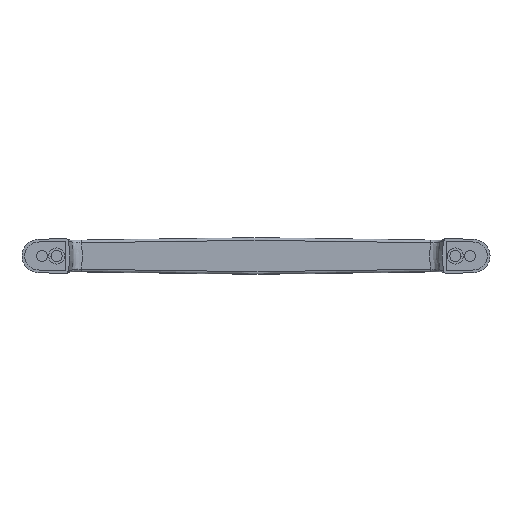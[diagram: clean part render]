
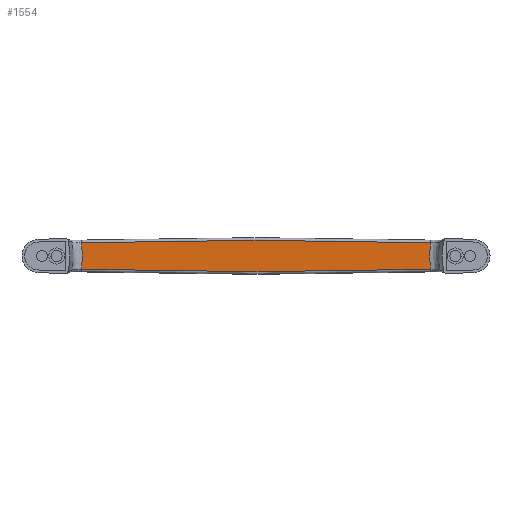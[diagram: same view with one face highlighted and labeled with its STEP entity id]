
A CAD part, front view. The second image highlights one B-rep face of the part: STEP entity #1554.
In plain terms, the highlighted planar face has unit normal (0, -1, 0).
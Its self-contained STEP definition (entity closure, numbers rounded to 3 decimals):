
#15 = ORIENTED_EDGE ( 'NONE', *, *, #1843, .T. ) ;
#92 = B_SPLINE_CURVE_WITH_KNOTS ( 'NONE', 3,
 ( #303, #905, #345, #475, #350, #1094 ),
 .UNSPECIFIED., .F., .F.,
 ( 4, 2, 4 ),
 ( 0., 0.131, 0.262 ),
 .UNSPECIFIED. ) ;
#107 = EDGE_CURVE ( 'NONE', #2689, #1119, #92, .T. ) ;
#240 = CARTESIAN_POINT ( 'NONE',  ( -130.235, 27., 3.346 ) ) ;
#249 = CARTESIAN_POINT ( 'NONE',  ( -131.11, 27., 9.944 ) ) ;
#303 = CARTESIAN_POINT ( 'NONE',  ( -131.11, 27., -9.944 ) ) ;
#345 = CARTESIAN_POINT ( 'NONE',  ( -43.713, 27., -11.752 ) ) ;
#350 = CARTESIAN_POINT ( 'NONE',  ( 87.414, 27., -11.149 ) ) ;
#459 = CARTESIAN_POINT ( 'NONE',  ( -130.527, 27., 6.661 ) ) ;
#475 = CARTESIAN_POINT ( 'NONE',  ( 43.7, 27., -11.752 ) ) ;
#522 = CARTESIAN_POINT ( 'NONE',  ( 130.235, 27., 3.346 ) ) ;
#558 = CARTESIAN_POINT ( 'NONE',  ( 130.527, 27., -6.661 ) ) ;
#573 = CARTESIAN_POINT ( 'NONE',  ( 131.11, 27., 9.944 ) ) ;
#645 = CARTESIAN_POINT ( 'NONE',  ( 130.527, 27., 6.661 ) ) ;
#733 = CARTESIAN_POINT ( 'NONE',  ( -131.11, 27., -9.944 ) ) ;
#794 = CARTESIAN_POINT ( 'NONE',  ( -130.527, 27., -6.661 ) ) ;
#905 = CARTESIAN_POINT ( 'NONE',  ( -87.414, 27., -11.149 ) ) ;
#1094 = CARTESIAN_POINT ( 'NONE',  ( 131.11, 27., -9.944 ) ) ;
#1119 = VERTEX_POINT ( 'NONE', #2741 ) ;
#1235 = CARTESIAN_POINT ( 'NONE',  ( 131.11, 27., -9.944 ) ) ;
#1246 = B_SPLINE_CURVE_WITH_KNOTS ( 'NONE', 3,
 ( #1937, #2070, #1728, #2017, #2675, #2166 ),
 .UNSPECIFIED., .F., .F.,
 ( 4, 2, 4 ),
 ( 0., 0.131, 0.262 ),
 .UNSPECIFIED. ) ;
#1293 = CARTESIAN_POINT ( 'NONE',  ( -131.11, 27., -9.944 ) ) ;
#1317 = CARTESIAN_POINT ( 'NONE',  ( 130.235, 27., -3.346 ) ) ;
#1354 = B_SPLINE_CURVE_WITH_KNOTS ( 'NONE', 3,
 ( #249, #459, #240, #3364, #794, #1293 ),
 .UNSPECIFIED., .F., .F.,
 ( 4, 2, 4 ),
 ( 0.002, 0.012, 0.022 ),
 .UNSPECIFIED. ) ;
#1362 = CARTESIAN_POINT ( 'NONE',  ( 131.11, 27., 9.944 ) ) ;
#1372 = ORIENTED_EDGE ( 'NONE', *, *, #1400, .T. ) ;
#1400 = EDGE_CURVE ( 'NONE', #2629, #2567, #1246, .T. ) ;
#1554 = ADVANCED_FACE ( 'NONE', ( #3456 ), #2307, .F. ) ;
#1686 = ORIENTED_EDGE ( 'NONE', *, *, #107, .T. ) ;
#1728 = CARTESIAN_POINT ( 'NONE',  ( 43.713, 27., 11.752 ) ) ;
#1843 = EDGE_CURVE ( 'NONE', #1119, #2629, #2260, .T. ) ;
#1937 = CARTESIAN_POINT ( 'NONE',  ( 131.11, 27., 9.944 ) ) ;
#2017 = CARTESIAN_POINT ( 'NONE',  ( -43.7, 27., 11.752 ) ) ;
#2070 = CARTESIAN_POINT ( 'NONE',  ( 87.414, 27., 11.149 ) ) ;
#2166 = CARTESIAN_POINT ( 'NONE',  ( -131.11, 27., 9.944 ) ) ;
#2260 = B_SPLINE_CURVE_WITH_KNOTS ( 'NONE', 3,
 ( #1235, #558, #1317, #522, #645, #1362 ),
 .UNSPECIFIED., .F., .F.,
 ( 4, 2, 4 ),
 ( 0.002, 0.012, 0.022 ),
 .UNSPECIFIED. ) ;
#2307 = PLANE ( 'NONE',  #3103 ) ;
#2408 = EDGE_CURVE ( 'NONE', #2567, #2689, #1354, .T. ) ;
#2567 = VERTEX_POINT ( 'NONE', #2592 ) ;
#2592 = CARTESIAN_POINT ( 'NONE',  ( -131.11, 27., 9.944 ) ) ;
#2629 = VERTEX_POINT ( 'NONE', #573 ) ;
#2675 = CARTESIAN_POINT ( 'NONE',  ( -87.414, 27., 11.149 ) ) ;
#2689 = VERTEX_POINT ( 'NONE', #733 ) ;
#2724 = ORIENTED_EDGE ( 'NONE', *, *, #2408, .T. ) ;
#2741 = CARTESIAN_POINT ( 'NONE',  ( 131.11, 27., -9.944 ) ) ;
#2927 = EDGE_LOOP ( 'NONE', ( #2724, #1686, #15, #1372 ) ) ;
#3103 = AXIS2_PLACEMENT_3D ( 'NONE', #3265, #3497, #3295 ) ;
#3265 = CARTESIAN_POINT ( 'NONE',  ( 3., 27., -4746.702 ) ) ;
#3295 = DIRECTION ( 'NONE',  ( 0., 0., 1. ) ) ;
#3364 = CARTESIAN_POINT ( 'NONE',  ( -130.235, 27., -3.346 ) ) ;
#3456 = FACE_OUTER_BOUND ( 'NONE', #2927, .T. ) ;
#3497 = DIRECTION ( 'NONE',  ( 0., 1., 0. ) ) ;
